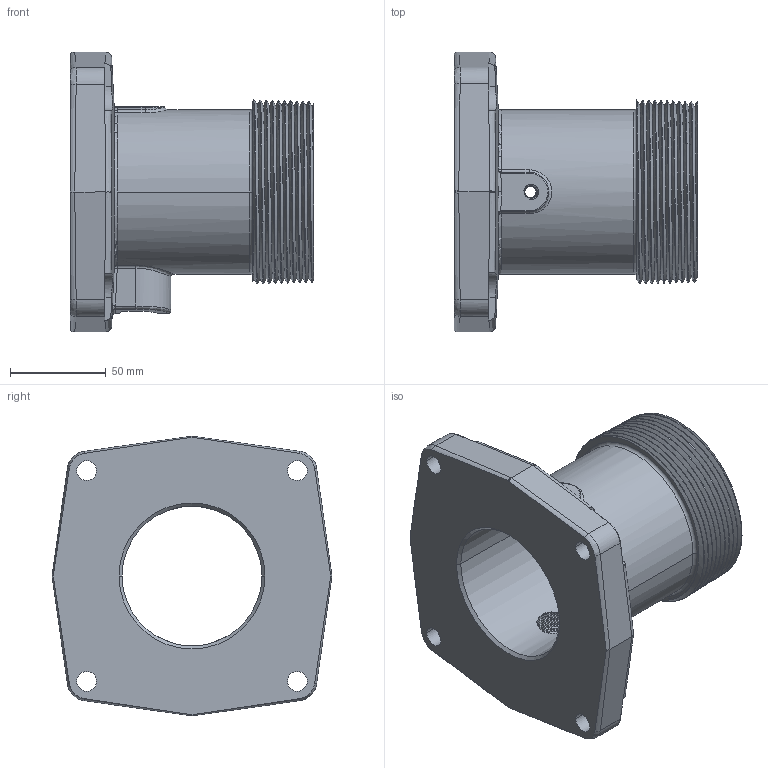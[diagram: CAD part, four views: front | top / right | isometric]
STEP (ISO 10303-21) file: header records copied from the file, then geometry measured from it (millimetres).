
FILE_DESCRIPTION((''),'2;1');
FILE_NAME('C19936_SW0001','2012-04-25T',('jhabe'),(''),'PRO/ENGINEER BY PARAMETRIC TECHNOLOGY CORPORATION, 2011310','PRO/ENGINEER BY PARAMETRIC TECHNOLOGY CORPORATION, 2011310','');
FILE_SCHEMA(('CONFIG_CONTROL_DESIGN'));
Length unit declared in the file: inch
Products named in the file (1): C19936_SW0001
Bounding box: 127 x 146.05 x 146.05 mm (x, y, z)
Surface area: 112382.2 mm2 (no closed solid volume)
Topology: 0 solids, 1 shells, 252 faces, 643 edges, 393 vertices
Faces by surface type: bspline 98, cylinder 75, cone 35, plane 30, torus 10, sphere 4
Entity records: 17941 total; most frequent: CARTESIAN_POINT 12845, ORIENTED_EDGE 1286, DIRECTION 686, EDGE_CURVE 643, VERTEX_POINT 393, B_SPLINE_CURVE_WITH_KNOTS 377, AXIS2_PLACEMENT_3D 266, EDGE_LOOP 266
